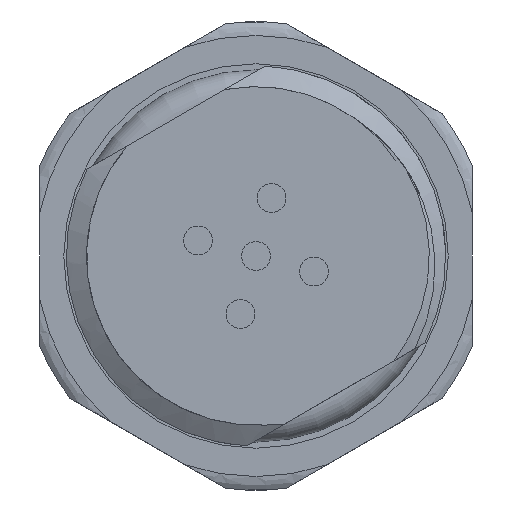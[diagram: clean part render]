
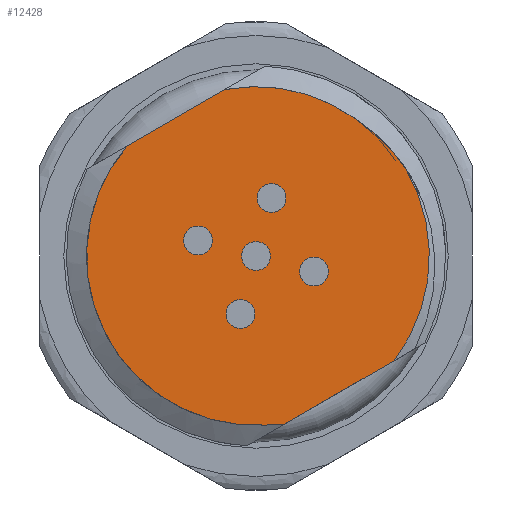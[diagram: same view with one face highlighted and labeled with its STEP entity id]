
A CAD part, front view. The second image highlights one B-rep face of the part: STEP entity #12428.
In plain terms, the highlighted planar face has unit normal (0, -1, 0).
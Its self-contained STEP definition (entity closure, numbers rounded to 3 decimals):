
#4353=CARTESIAN_POINT('',(0.,-8.,0.));
#4354=DIRECTION('',(0.,-1.,0.));
#4355=DIRECTION('',(0.585,0.,0.811));
#4356=AXIS2_PLACEMENT_3D('',#4353,#4354,#4355);
#4510=CARTESIAN_POINT('',(0.,-8.,0.));
#4511=DIRECTION('',(0.,-1.,0.));
#4512=DIRECTION('',(-0.759,0.,0.651));
#4513=AXIS2_PLACEMENT_3D('',#4510,#4511,#4512);
#4542=CARTESIAN_POINT('',(0.,-8.,0.));
#4543=DIRECTION('',(0.,1.,0.));
#4544=DIRECTION('',(0.858,0.,0.514));
#4545=AXIS2_PLACEMENT_3D('',#4542,#4543,#4544);
#4547=DIRECTION('',(0.866,0.,0.5));
#4548=VECTOR('',#4547,4.682);
#4549=CARTESIAN_POINT('',(-5.352,-8.,4.589));
#4550=LINE('',#4549,#4548);
#4551=DIRECTION('',(-0.866,0.,-0.5));
#4552=VECTOR('',#4551,5.284);
#4553=CARTESIAN_POINT('',(5.755,-8.,-4.356));
#4554=LINE('',#4553,#4552);
#4555=CARTESIAN_POINT('',(2.415,-8.,-0.647));
#4556=DIRECTION('',(0.,1.,0.));
#4557=DIRECTION('',(-0.5,0.,-0.866));
#4558=AXIS2_PLACEMENT_3D('',#4555,#4556,#4557);
#4564=CARTESIAN_POINT('',(2.415,-8.,-0.647));
#4565=DIRECTION('',(0.,1.,0.));
#4566=DIRECTION('',(0.5,0.,0.866));
#4567=AXIS2_PLACEMENT_3D('',#4564,#4565,#4566);
#4623=CARTESIAN_POINT('',(-2.415,-8.,0.647));
#4624=DIRECTION('',(0.,1.,0.));
#4625=DIRECTION('',(-0.5,0.,-0.866));
#4626=AXIS2_PLACEMENT_3D('',#4623,#4624,#4625);
#4632=CARTESIAN_POINT('',(-2.415,-8.,0.647));
#4633=DIRECTION('',(0.,1.,0.));
#4634=DIRECTION('',(0.5,0.,0.866));
#4635=AXIS2_PLACEMENT_3D('',#4632,#4633,#4634);
#4641=CARTESIAN_POINT('',(-0.647,-8.,-2.415));
#4642=DIRECTION('',(0.,1.,0.));
#4643=DIRECTION('',(-0.5,0.,-0.866));
#4644=AXIS2_PLACEMENT_3D('',#4641,#4642,#4643);
#4650=CARTESIAN_POINT('',(-0.647,-8.,-2.415));
#4651=DIRECTION('',(0.,1.,0.));
#4652=DIRECTION('',(0.5,0.,0.866));
#4653=AXIS2_PLACEMENT_3D('',#4650,#4651,#4652);
#4659=CARTESIAN_POINT('',(0.,-8.,0.));
#4660=DIRECTION('',(0.,1.,0.));
#4661=DIRECTION('',(-0.5,0.,-0.866));
#4662=AXIS2_PLACEMENT_3D('',#4659,#4660,#4661);
#4668=CARTESIAN_POINT('',(0.,-8.,0.));
#4669=DIRECTION('',(0.,1.,0.));
#4670=DIRECTION('',(0.5,0.,0.866));
#4671=AXIS2_PLACEMENT_3D('',#4668,#4669,#4670);
#4677=CARTESIAN_POINT('',(0.647,-8.,2.415));
#4678=DIRECTION('',(0.,1.,0.));
#4679=DIRECTION('',(-0.5,0.,-0.866));
#4680=AXIS2_PLACEMENT_3D('',#4677,#4678,#4679);
#4686=CARTESIAN_POINT('',(0.647,-8.,2.415));
#4687=DIRECTION('',(0.,1.,0.));
#4688=DIRECTION('',(0.5,0.,0.866));
#4689=AXIS2_PLACEMENT_3D('',#4686,#4687,#4688);
#4711=CARTESIAN_POINT('',(4.126,-8.,5.717));
#4712=CARTESIAN_POINT('',(4.303,-8.,5.604));
#4713=CARTESIAN_POINT('',(4.638,-8.,5.368));
#4714=CARTESIAN_POINT('',(5.086,-8.,4.994));
#4715=CARTESIAN_POINT('',(5.49,-8.,4.597));
#4716=CARTESIAN_POINT('',(5.862,-8.,4.168));
#4717=CARTESIAN_POINT('',(6.086,-8.,3.864));
#4718=CARTESIAN_POINT('',(6.193,-8.,3.708));
#4793=CARTESIAN_POINT('',(1.18,-8.,-6.998));
#4794=CARTESIAN_POINT('',(1.047,-8.,-7.012));
#4795=CARTESIAN_POINT('',(0.783,-8.,-7.034));
#4796=CARTESIAN_POINT('',(0.518,-8.,-7.04));
#4797=CARTESIAN_POINT('',(0.385,-8.,-7.039));
#5867=CARTESIAN_POINT('',(-5.352,-8.,4.589));
#5868=CARTESIAN_POINT('',(-1.298,-8.,6.93));
#5869=VERTEX_POINT('',#5867);
#5870=VERTEX_POINT('',#5868);
#5871=CARTESIAN_POINT('',(5.755,-8.,-4.356));
#5872=CARTESIAN_POINT('',(1.18,-8.,-6.998));
#5873=VERTEX_POINT('',#5871);
#5874=VERTEX_POINT('',#5872);
#6000=CARTESIAN_POINT('',(4.126,-8.,5.717));
#6001=VERTEX_POINT('',#6000);
#6002=CARTESIAN_POINT('',(6.193,-8.,3.708));
#6003=VERTEX_POINT('',#6002);
#6004=VERTEX_POINT('',#4797);
#6799=CARTESIAN_POINT('',(-2.715,-8.,0.127));
#6800=CARTESIAN_POINT('',(-2.115,-8.,1.167));
#6801=VERTEX_POINT('',#6799);
#6802=VERTEX_POINT('',#6800);
#6803=CARTESIAN_POINT('',(-0.947,-8.,-2.934));
#6804=CARTESIAN_POINT('',(-0.347,-8.,-1.895));
#6805=VERTEX_POINT('',#6803);
#6806=VERTEX_POINT('',#6804);
#6807=CARTESIAN_POINT('',(-0.3,-8.,-0.52));
#6808=CARTESIAN_POINT('',(0.3,-8.,0.52));
#6809=VERTEX_POINT('',#6807);
#6810=VERTEX_POINT('',#6808);
#6811=CARTESIAN_POINT('',(0.347,-8.,1.895));
#6812=CARTESIAN_POINT('',(0.947,-8.,2.934));
#6813=VERTEX_POINT('',#6811);
#6814=VERTEX_POINT('',#6812);
#6815=CARTESIAN_POINT('',(2.115,-8.,-1.167));
#6816=CARTESIAN_POINT('',(2.715,-8.,-0.127));
#6817=VERTEX_POINT('',#6815);
#6818=VERTEX_POINT('',#6816);
#12382=CARTESIAN_POINT('',(0.,-8.,0.));
#12383=DIRECTION('',(0.,-1.,0.));
#12384=DIRECTION('',(0.866,0.,0.5));
#12385=AXIS2_PLACEMENT_3D('',#12382,#12383,#12384);
#12386=PLANE('',#12385);
#12387=ORIENTED_EDGE('',*,*,#12156,.T.);
#12388=ORIENTED_EDGE('',*,*,#12234,.F.);
#12390=ORIENTED_EDGE('',*,*,#12389,.T.);
#12391=ORIENTED_EDGE('',*,*,#12375,.T.);
#12392=ORIENTED_EDGE('',*,*,#12364,.T.);
#12394=ORIENTED_EDGE('',*,*,#12393,.T.);
#12395=ORIENTED_EDGE('',*,*,#12291,.F.);
#12396=EDGE_LOOP('',(#12387,#12388,#12390,#12391,#12392,#12394,#12395));
#12397=FACE_OUTER_BOUND('',#12396,.F.);
#12399=ORIENTED_EDGE('',*,*,#12398,.F.);
#12401=ORIENTED_EDGE('',*,*,#12400,.F.);
#12402=EDGE_LOOP('',(#12399,#12401));
#12403=FACE_BOUND('',#12402,.F.);
#12405=ORIENTED_EDGE('',*,*,#12404,.F.);
#12407=ORIENTED_EDGE('',*,*,#12406,.F.);
#12408=EDGE_LOOP('',(#12405,#12407));
#12409=FACE_BOUND('',#12408,.F.);
#12411=ORIENTED_EDGE('',*,*,#12410,.F.);
#12413=ORIENTED_EDGE('',*,*,#12412,.F.);
#12414=EDGE_LOOP('',(#12411,#12413));
#12415=FACE_BOUND('',#12414,.F.);
#12417=ORIENTED_EDGE('',*,*,#12416,.F.);
#12419=ORIENTED_EDGE('',*,*,#12418,.F.);
#12420=EDGE_LOOP('',(#12417,#12419));
#12421=FACE_BOUND('',#12420,.F.);
#12423=ORIENTED_EDGE('',*,*,#12422,.F.);
#12425=ORIENTED_EDGE('',*,*,#12424,.F.);
#12426=EDGE_LOOP('',(#12423,#12425));
#12427=FACE_BOUND('',#12426,.F.);
#12428=ADVANCED_FACE('',(#12397,#12403,#12409,#12415,#12421,#12427),#12386,.T.);
#4357=CIRCLE('',#4356,7.05);
#4514=CIRCLE('',#4513,7.05);
#4546=CIRCLE('',#4545,7.218);
#4559=CIRCLE('',#4558,0.6);
#4568=CIRCLE('',#4567,0.6);
#4627=CIRCLE('',#4626,0.6);
#4636=CIRCLE('',#4635,0.6);
#4645=CIRCLE('',#4644,0.6);
#4654=CIRCLE('',#4653,0.6);
#4663=CIRCLE('',#4662,0.6);
#4672=CIRCLE('',#4671,0.6);
#4681=CIRCLE('',#4680,0.6);
#4690=CIRCLE('',#4689,0.6);
#4719=B_SPLINE_CURVE_WITH_KNOTS('',3,(#4711,#4712,#4713,#4714,#4715,#4716,#4717,
#4718),.UNSPECIFIED.,.F.,.F.,(4,1,1,1,1,4),(0.,0.2,0.4,0.6,0.8,1.),
.UNSPECIFIED.);
#4798=B_SPLINE_CURVE_WITH_KNOTS('',3,(#4793,#4794,#4795,#4796,#4797),
.UNSPECIFIED.,.F.,.F.,(4,1,4),(0.,0.5,1.),.UNSPECIFIED.);
#12156=EDGE_CURVE('',#5869,#5870,#4550,.T.);
#12234=EDGE_CURVE('',#6001,#5870,#4357,.T.);
#12291=EDGE_CURVE('',#5869,#6004,#4514,.T.);
#12364=EDGE_CURVE('',#5873,#5874,#4554,.T.);
#12375=EDGE_CURVE('',#6003,#5873,#4546,.T.);
#12389=EDGE_CURVE('',#6001,#6003,#4719,.T.);
#12393=EDGE_CURVE('',#5874,#6004,#4798,.T.);
#12398=EDGE_CURVE('',#6813,#6814,#4681,.T.);
#12400=EDGE_CURVE('',#6814,#6813,#4690,.T.);
#12404=EDGE_CURVE('',#6809,#6810,#4663,.T.);
#12406=EDGE_CURVE('',#6810,#6809,#4672,.T.);
#12410=EDGE_CURVE('',#6805,#6806,#4645,.T.);
#12412=EDGE_CURVE('',#6806,#6805,#4654,.T.);
#12416=EDGE_CURVE('',#6801,#6802,#4627,.T.);
#12418=EDGE_CURVE('',#6802,#6801,#4636,.T.);
#12422=EDGE_CURVE('',#6817,#6818,#4559,.T.);
#12424=EDGE_CURVE('',#6818,#6817,#4568,.T.);
